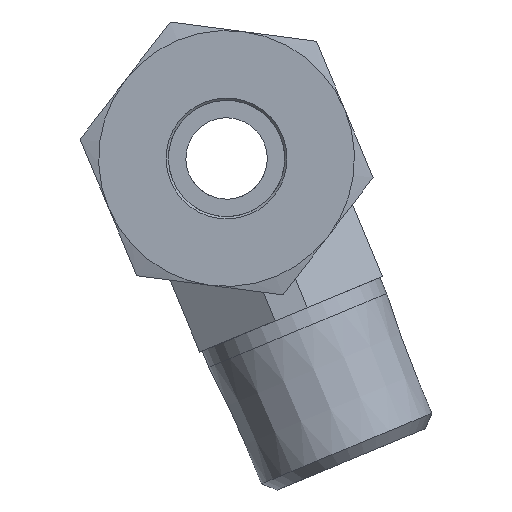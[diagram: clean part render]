
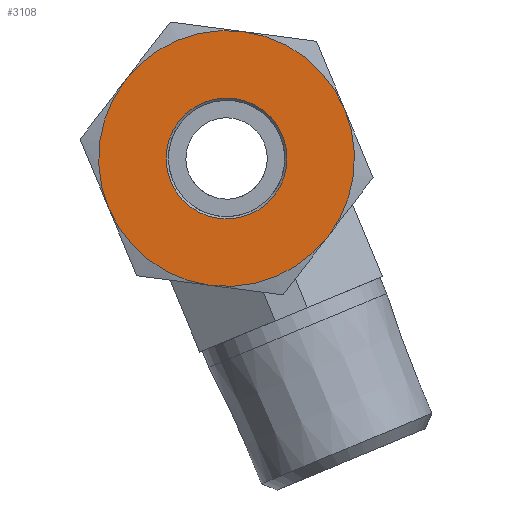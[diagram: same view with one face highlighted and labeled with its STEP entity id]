
A CAD part, front view. The second image highlights one B-rep face of the part: STEP entity #3108.
In plain terms, the highlighted face is planar.
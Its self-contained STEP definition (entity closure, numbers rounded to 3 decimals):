
#3012=CARTESIAN_POINT('',(5.2,0.,17.5));
#3013=VERTEX_POINT('',#3012);
#3014=CARTESIAN_POINT('',(0.0,0.0,17.5));
#3015=DIRECTION('',(0.0,0.0,1.0));
#3016=DIRECTION('',(-1.0,0.0,0.0));
#3017=AXIS2_PLACEMENT_3D('',#3014,#3015,#3016);
#3018=CIRCLE('',#3017,5.2);
#3019=EDGE_CURVE('',#3013,#3013,#3018,.T.);
#3044=CARTESIAN_POINT('',(0.,0.0,17.5));
#3045=DIRECTION('',(0.0,0.0,1.0));
#3046=DIRECTION('',(1.0,0.0,0.0));
#3047=AXIS2_PLACEMENT_3D('',#3044,#3045,#3046);
#3048=PLANE('',#3047);
#3049=CARTESIAN_POINT('',(-5.5,-9.526,17.5));
#3050=VERTEX_POINT('',#3049);
#3051=CARTESIAN_POINT('',(5.5,-9.526,17.5));
#3052=VERTEX_POINT('',#3051);
#3053=CARTESIAN_POINT('',(0.0,0.0,17.5));
#3054=DIRECTION('',(0.0,0.0,1.0));
#3055=DIRECTION('',(-0.5,-0.866,0.0));
#3056=AXIS2_PLACEMENT_3D('',#3053,#3054,#3055);
#3057=CIRCLE('',#3056,11.);
#3058=EDGE_CURVE('',#3050,#3052,#3057,.T.);
#3059=ORIENTED_EDGE('',*,*,#3058,.T.);
#3060=CARTESIAN_POINT('',(11.,0.,17.5));
#3061=VERTEX_POINT('',#3060);
#3062=CARTESIAN_POINT('',(0.0,0.0,17.5));
#3063=DIRECTION('',(0.0,0.0,1.0));
#3064=DIRECTION('',(-0.5,-0.866,0.0));
#3065=AXIS2_PLACEMENT_3D('',#3062,#3063,#3064);
#3066=CIRCLE('',#3065,11.);
#3067=EDGE_CURVE('',#3052,#3061,#3066,.T.);
#3068=ORIENTED_EDGE('',*,*,#3067,.T.);
#3069=CARTESIAN_POINT('',(5.5,9.526,17.5));
#3070=VERTEX_POINT('',#3069);
#3071=CARTESIAN_POINT('',(0.0,0.0,17.5));
#3072=DIRECTION('',(0.0,0.0,1.0));
#3073=DIRECTION('',(-0.5,-0.866,0.0));
#3074=AXIS2_PLACEMENT_3D('',#3071,#3072,#3073);
#3075=CIRCLE('',#3074,11.);
#3076=EDGE_CURVE('',#3061,#3070,#3075,.T.);
#3077=ORIENTED_EDGE('',*,*,#3076,.T.);
#3078=CARTESIAN_POINT('',(-5.5,9.526,17.5));
#3079=VERTEX_POINT('',#3078);
#3080=CARTESIAN_POINT('',(0.0,0.0,17.5));
#3081=DIRECTION('',(0.0,0.0,1.0));
#3082=DIRECTION('',(-0.5,-0.866,0.0));
#3083=AXIS2_PLACEMENT_3D('',#3080,#3081,#3082);
#3084=CIRCLE('',#3083,11.);
#3085=EDGE_CURVE('',#3070,#3079,#3084,.T.);
#3086=ORIENTED_EDGE('',*,*,#3085,.T.);
#3087=CARTESIAN_POINT('',(-11.0,0.0,17.5));
#3088=VERTEX_POINT('',#3087);
#3089=CARTESIAN_POINT('',(0.0,0.0,17.5));
#3090=DIRECTION('',(0.0,0.0,1.0));
#3091=DIRECTION('',(-0.5,-0.866,0.0));
#3092=AXIS2_PLACEMENT_3D('',#3089,#3090,#3091);
#3093=CIRCLE('',#3092,11.);
#3094=EDGE_CURVE('',#3079,#3088,#3093,.T.);
#3095=ORIENTED_EDGE('',*,*,#3094,.T.);
#3096=CARTESIAN_POINT('',(0.0,0.0,17.5));
#3097=DIRECTION('',(0.0,0.0,1.0));
#3098=DIRECTION('',(-0.5,-0.866,0.0));
#3099=AXIS2_PLACEMENT_3D('',#3096,#3097,#3098);
#3100=CIRCLE('',#3099,11.);
#3101=EDGE_CURVE('',#3088,#3050,#3100,.T.);
#3102=ORIENTED_EDGE('',*,*,#3101,.T.);
#3103=EDGE_LOOP('',(#3059,#3068,#3077,#3086,#3095,#3102));
#3104=FACE_OUTER_BOUND('',#3103,.T.);
#3105=ORIENTED_EDGE('',*,*,#3019,.F.);
#3106=EDGE_LOOP('',(#3105));
#3107=FACE_BOUND('',#3106,.T.);
#3108=ADVANCED_FACE('',(#3104,#3107),#3048,.T.);
